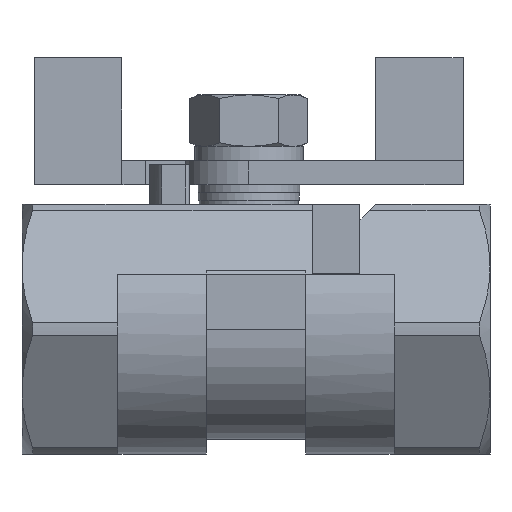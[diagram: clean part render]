
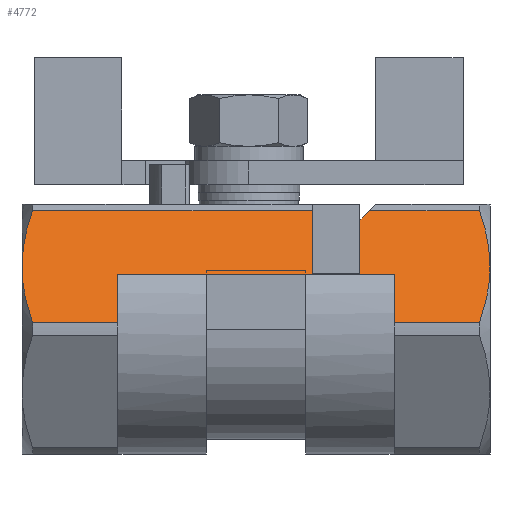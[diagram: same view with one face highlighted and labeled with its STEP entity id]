
A CAD part, top view. The second image highlights one B-rep face of the part: STEP entity #4772.
In plain terms, the highlighted planar face has unit normal (0, 0.5, 0.866).
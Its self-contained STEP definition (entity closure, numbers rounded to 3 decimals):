
#209=B_SPLINE_CURVE_WITH_KNOTS('',3,(#20349,#20350,#20351,#20352),
 .UNSPECIFIED.,.F.,.F.,(4,4),(0.,0.008),.UNSPECIFIED.);
#218=B_SPLINE_CURVE_WITH_KNOTS('',3,(#20398,#20399,#20400,#20401),
 .UNSPECIFIED.,.F.,.F.,(4,4),(0.,0.008),
 .UNSPECIFIED.);
#227=B_SPLINE_CURVE_WITH_KNOTS('',3,(#20445,#20446,#20447,#20448),
 .UNSPECIFIED.,.F.,.F.,(4,4),(0.,0.008),
 .UNSPECIFIED.);
#231=B_SPLINE_CURVE_WITH_KNOTS('',3,(#20488,#20489,#20490,#20491),
 .UNSPECIFIED.,.F.,.F.,(4,4),(0.,0.008),
 .UNSPECIFIED.);
#1941=ORIENTED_EDGE('',*,*,#2697,.T.);
#1942=ORIENTED_EDGE('',*,*,#2867,.F.);
#1943=ORIENTED_EDGE('',*,*,#2830,.F.);
#1944=ORIENTED_EDGE('',*,*,#2842,.F.);
#1945=ORIENTED_EDGE('',*,*,#2868,.F.);
#1946=ORIENTED_EDGE('',*,*,#2820,.T.);
#1947=ORIENTED_EDGE('',*,*,#2780,.F.);
#1948=ORIENTED_EDGE('',*,*,#2806,.F.);
#1949=ORIENTED_EDGE('',*,*,#2869,.F.);
#1950=ORIENTED_EDGE('',*,*,#2870,.T.);
#1951=ORIENTED_EDGE('',*,*,#2853,.T.);
#1952=ORIENTED_EDGE('',*,*,#2864,.F.);
#1953=ORIENTED_EDGE('',*,*,#2700,.F.);
#1954=ORIENTED_EDGE('',*,*,#2690,.T.);
#1955=ORIENTED_EDGE('',*,*,#2694,.T.);
#2690=EDGE_CURVE('',#3288,#3289,#3550,.T.);
#2694=EDGE_CURVE('',#3289,#3291,#3554,.T.);
#2697=EDGE_CURVE('',#3291,#3293,#3557,.T.);
#2700=EDGE_CURVE('',#3288,#3295,#3559,.T.);
#2780=EDGE_CURVE('',#3357,#3358,#3607,.T.);
#2806=EDGE_CURVE('',#3381,#3357,#3618,.T.);
#2820=EDGE_CURVE('',#3385,#3358,#3626,.T.);
#2830=EDGE_CURVE('',#3366,#3389,#209,.T.);
#2842=EDGE_CURVE('',#3394,#3366,#218,.T.);
#2853=EDGE_CURVE('',#3373,#3397,#227,.T.);
#2864=EDGE_CURVE('',#3295,#3397,#3640,.T.);
#2867=EDGE_CURVE('',#3389,#3293,#3643,.T.);
#2868=EDGE_CURVE('',#3385,#3394,#3644,.T.);
#2869=EDGE_CURVE('',#3400,#3381,#3645,.T.);
#2870=EDGE_CURVE('',#3400,#3373,#231,.T.);
#3288=VERTEX_POINT('',#20063);
#3289=VERTEX_POINT('',#20064);
#3291=VERTEX_POINT('',#20071);
#3293=VERTEX_POINT('',#20077);
#3295=VERTEX_POINT('',#20083);
#3357=VERTEX_POINT('',#20256);
#3358=VERTEX_POINT('',#20257);
#3366=VERTEX_POINT('',#20277);
#3373=VERTEX_POINT('',#20292);
#3381=VERTEX_POINT('',#20309);
#3385=VERTEX_POINT('',#20329);
#3389=VERTEX_POINT('',#20353);
#3394=VERTEX_POINT('',#20397);
#3397=VERTEX_POINT('',#20443);
#3400=VERTEX_POINT('',#20487);
#3550=LINE('',#20062,#3794);
#3554=LINE('',#20070,#3798);
#3557=LINE('',#20076,#3801);
#3559=LINE('',#20082,#3803);
#3607=LINE('',#20255,#3851);
#3618=LINE('',#20310,#3862);
#3626=LINE('',#20333,#3870);
#3640=LINE('',#20479,#3884);
#3643=LINE('',#20483,#3887);
#3644=LINE('',#20485,#3888);
#3645=LINE('',#20486,#3889);
#3794=VECTOR('',#5853,1000.);
#3798=VECTOR('',#5859,1000.);
#3801=VECTOR('',#5864,1000.);
#3803=VECTOR('',#5870,1000.);
#3851=VECTOR('',#6028,1000.);
#3862=VECTOR('',#6077,1000.);
#3870=VECTOR('',#6105,1000.);
#3884=VECTOR('',#6181,1000.);
#3887=VECTOR('',#6186,1000.);
#3888=VECTOR('',#6189,1000.);
#3889=VECTOR('',#6190,1000.);
#4144=EDGE_LOOP('',(#1941,#1942,#1943,#1944,#1945,#1946,#1947,#1948,#1949,
#1950,#1951,#1952,#1953,#1954,#1955));
#4419=FACE_BOUND('',#4144,.T.);
#4538=PLANE('',#5223);
#4772=ADVANCED_FACE('',(#4419),#4538,.F.);
#5223=AXIS2_PLACEMENT_3D('',#20484,#6187,#6188);
#5853=DIRECTION('',(0.,-0.866,0.5));
#5859=DIRECTION('',(-1.,0.,0.));
#5864=DIRECTION('',(0.,0.866,-0.5));
#5870=DIRECTION('',(0.655,0.655,-0.378));
#6028=DIRECTION('',(-1.,0.,0.));
#6077=DIRECTION('',(0.,0.866,-0.5));
#6105=DIRECTION('',(0.,0.866,-0.5));
#6181=DIRECTION('',(1.,0.,0.));
#6186=DIRECTION('',(1.,0.,0.));
#6187=DIRECTION('',(0.,-0.5,-0.866));
#6188=DIRECTION('',(0.,-0.866,0.5));
#6189=DIRECTION('',(-1.,0.,0.));
#6190=DIRECTION('',(-1.,0.,0.));
#20062=CARTESIAN_POINT('',(14.,0.,18.187));
#20063=CARTESIAN_POINT('',(14.,13.75,10.248));
#20064=CARTESIAN_POINT('',(14.,7.02,14.134));
#20070=CARTESIAN_POINT('',(-28.6,7.02,14.134));
#20071=CARTESIAN_POINT('',(8.,7.02,14.134));
#20076=CARTESIAN_POINT('',(8.,0.,18.187));
#20077=CARTESIAN_POINT('',(8.,14.964,9.547));
#20082=CARTESIAN_POINT('',(-12.114,-12.364,25.325));
#20083=CARTESIAN_POINT('',(15.214,14.964,9.547));
#20255=CARTESIAN_POINT('',(-28.6,6.95,14.174));
#20256=CARTESIAN_POINT('',(18.3,6.95,14.174));
#20257=CARTESIAN_POINT('',(-16.5,6.95,14.174));
#20277=CARTESIAN_POINT('',(-28.6,7.875,13.64));
#20292=CARTESIAN_POINT('',(30.4,7.875,13.64));
#20309=CARTESIAN_POINT('',(18.3,0.786,17.733));
#20310=CARTESIAN_POINT('',(18.3,0.,18.187));
#20329=CARTESIAN_POINT('',(-16.5,0.786,17.733));
#20333=CARTESIAN_POINT('',(-16.5,0.,18.187));
#20349=CARTESIAN_POINT('',(-28.6,7.875,13.64));
#20350=CARTESIAN_POINT('',(-28.6,10.301,12.239));
#20351=CARTESIAN_POINT('',(-28.087,12.654,10.881));
#20352=CARTESIAN_POINT('',(-27.267,14.964,9.547));
#20353=CARTESIAN_POINT('',(-27.267,14.964,9.547));
#20397=CARTESIAN_POINT('',(-27.267,0.786,17.733));
#20398=CARTESIAN_POINT('',(-27.267,0.786,17.733));
#20399=CARTESIAN_POINT('',(-28.087,3.096,16.399));
#20400=CARTESIAN_POINT('',(-28.6,5.449,15.04));
#20401=CARTESIAN_POINT('',(-28.6,7.875,13.64));
#20443=CARTESIAN_POINT('',(29.067,14.964,9.547));
#20445=CARTESIAN_POINT('',(30.4,7.875,13.64));
#20446=CARTESIAN_POINT('',(30.4,10.301,12.239));
#20447=CARTESIAN_POINT('',(29.887,12.654,10.881));
#20448=CARTESIAN_POINT('',(29.067,14.964,9.547));
#20479=CARTESIAN_POINT('',(71.4,14.964,9.547));
#20483=CARTESIAN_POINT('',(71.4,14.964,9.547));
#20484=CARTESIAN_POINT('',(-28.6,0.,18.187));
#20485=CARTESIAN_POINT('',(71.4,0.786,17.733));
#20486=CARTESIAN_POINT('',(71.4,0.786,17.733));
#20487=CARTESIAN_POINT('',(29.067,0.786,17.733));
#20488=CARTESIAN_POINT('',(29.067,0.786,17.733));
#20489=CARTESIAN_POINT('',(29.887,3.096,16.399));
#20490=CARTESIAN_POINT('',(30.4,5.449,15.04));
#20491=CARTESIAN_POINT('',(30.4,7.875,13.64));
